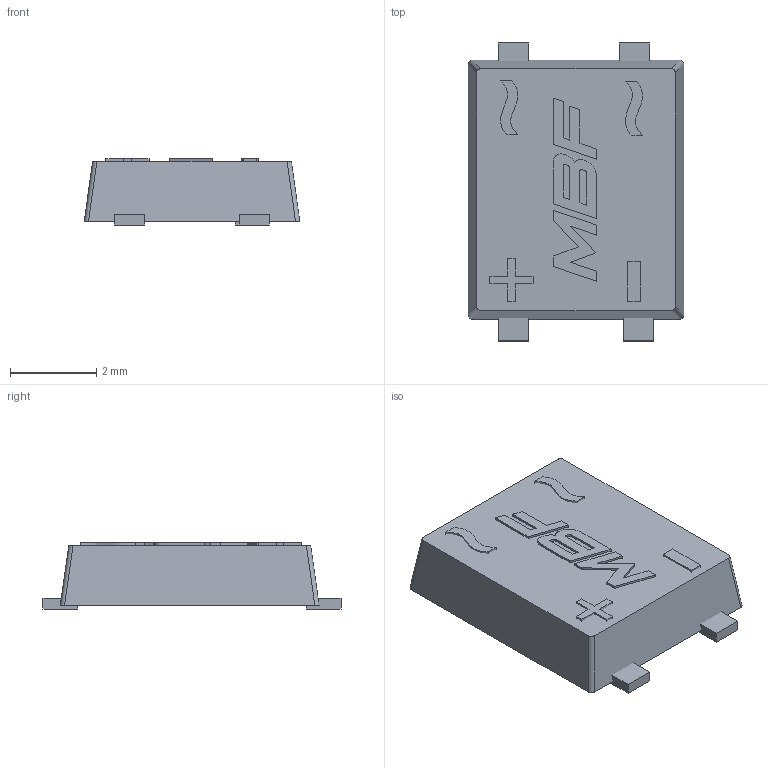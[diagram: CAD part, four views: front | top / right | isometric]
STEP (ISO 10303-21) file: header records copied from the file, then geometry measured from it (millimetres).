
FILE_DESCRIPTION (( 'STEP AP214' ), '1' );
FILE_NAME ('User Library-moste3k.STEP', '2014-10-31T14:46:14', ( 'Windows User' ), ( '' ), 'SwSTEP 2.0', 'SolidWorks 2014', '' );
FILE_SCHEMA (( 'AUTOMOTIVE_DESIGN' ));
Length unit declared in the file: millimetre
Products named in the file (10): User Library-moste3k_napisy_7; User Library-moste3k_napisy_6; User Library-moste3k_napisy_5; User Library-moste3k_napisy_4; User Library-moste3k_napisy_3; User Library-moste3k_napisy_2; User Library-moste3k_napisy; User Library-moste3k_noga; User Library-moste3k_obudowa; User Library-moste3k
Assembly tree (12 placements, depth 2):
  User Library-moste3k
    User Library-moste3k_obudowa
    User Library-moste3k_noga  x4
    User Library-moste3k_napisy
    User Library-moste3k_napisy_2
    User Library-moste3k_napisy_3
    User Library-moste3k_napisy_4
    User Library-moste3k_napisy_5
    User Library-moste3k_napisy_6
    User Library-moste3k_napisy_7
Bounding box: 4.99 x 6.9 x 1.53 mm (x, y, z)
Volume: 39.5 mm3; surface area: 126.4 mm2
Topology: 12 solids, 12 shells, 139 faces, 330 edges, 220 vertices
Faces by surface type: plane 123, bspline 12, cylinder 4
Entity records: 6021 total; most frequent: CARTESIAN_POINT 1506, ORIENTED_EDGE 588, DIRECTION 510, EDGE_CURVE 294, LINE 262, VECTOR 262, VERTEX_POINT 196, UNCERTAINTY_MEASURE_WITH_UNIT 149
